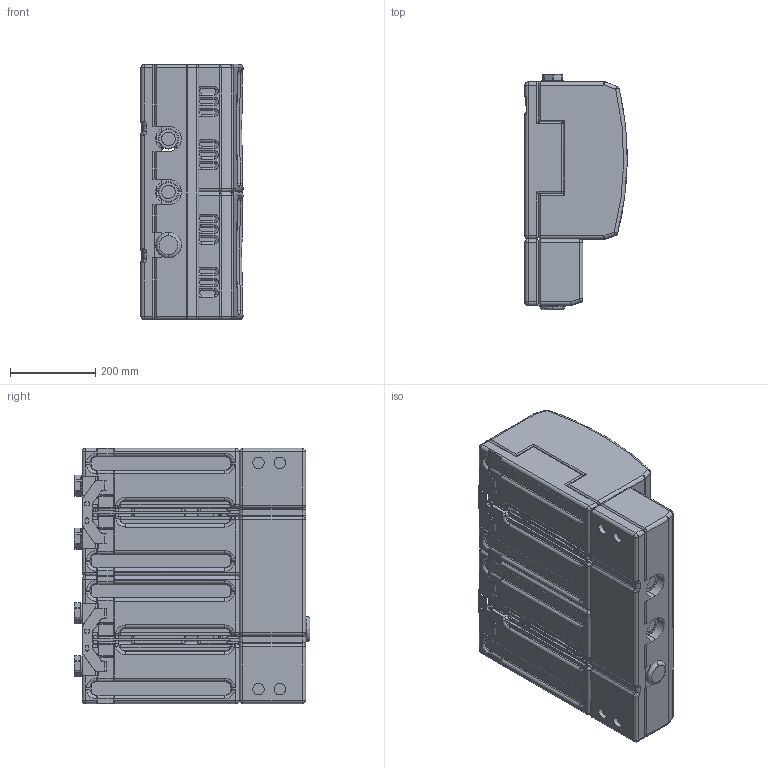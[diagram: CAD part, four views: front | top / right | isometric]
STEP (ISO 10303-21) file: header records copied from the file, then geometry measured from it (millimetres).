
FILE_DESCRIPTION (( 'STEP AP203' ), '1' );
FILE_NAME ('VB32-2 Gruppo.STEP', '2022-12-13T07:55:47', ( '' ), ( '' ), 'SwSTEP 2.0', 'SolidWorks 2021', '' );
FILE_SCHEMA (( 'CONFIG_CONTROL_DESIGN' ));
Products named in the file (1): VB32-2 Gruppo
Bounding box: 240.5 x 554.71 x 600 mm (x, y, z)
Surface area: 1391306.8 mm2 (no closed solid volume)
Topology: 0 solids, 33 shells, 1409 faces, 5274 edges, 3815 vertices
Faces by surface type: plane 512, cylinder 505, bspline 287, cone 105
Entity records: 88223 total; most frequent: CARTESIAN_POINT 48147, ORIENTED_EDGE 8320, DIRECTION 6902, EDGE_CURVE 5233, VERTEX_POINT 3815, VECTOR 2514, LINE 2514, AXIS2_PLACEMENT_3D 2194
